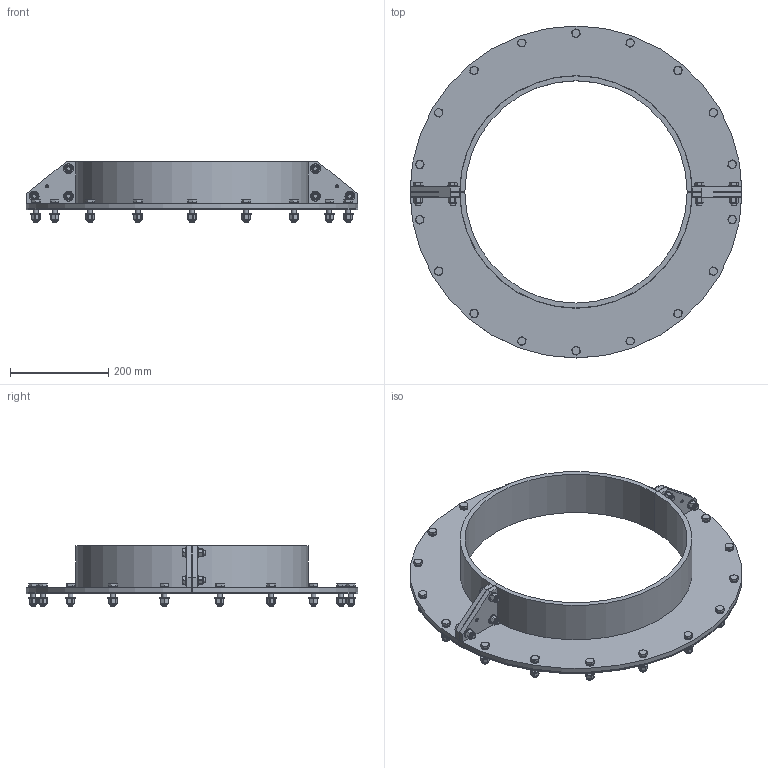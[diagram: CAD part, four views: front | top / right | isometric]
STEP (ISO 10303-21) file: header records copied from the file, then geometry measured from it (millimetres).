
FILE_DESCRIPTION((''),'2;1');
FILE_NAME('SLFORI450.stp','2018-02-02T10:33:02',(''),(''),'Autodesk Inventor 2013','Autodesk Inventor 2013','');
FILE_SCHEMA(('AUTOMOTIVE_DESIGN { 1 0 10303 214 1 1 1 1 }'));
Length unit declared in the file: millimetre
Products named in the file (14): SLFO RI; SLFO RI 450 HALF; SLEEVE-450; FLANGE-450; FRP_6x20; SLFO RI 100-644 EAR; Screw Kit M10X40 L20,4 mm; ISO 4017 M10 x 40; ISO 7089 10 - 140 HV; Locking nut M10; SLFO RI 225-644 GASKET SMALL; Mount KIT M10; TREDO M10; GASKET 450
Assembly tree (42 placements, depth 3):
  SLFO RI
    SLFO RI 450 HALF  x2
      SLEEVE-450
      FLANGE-450
      FRP_6x20
      SLFO RI 100-644 EAR
    Screw Kit M10X40 L20,4 mm  x6
      ISO 4017 M10 x 40
      ISO 7089 10 - 140 HV
      Locking nut M10
    SLFO RI 225-644 GASKET SMALL  x2
    Mount KIT M10  x18
      ISO 7089 10 - 140 HV
      TREDO M10
      ISO 4017 M10 x 40
      Locking nut M10
    GASKET 450
Bounding box: 675 x 675 x 123 mm (x, y, z)
Volume: 3744410.3 mm3; surface area: 1049576.8 mm2
Topology: 109 solids, 109 shells, 2298 faces, 5354 edges, 3430 vertices
Faces by surface type: cone 856, plane 704, cylinder 590, torus 148
Full cylindrical faces by diameter (mm): 6.7 x4, 8.376 x144, 10 x44, 10.108 x24, 10.5 x30, 10.7 x36, 12 x24, 12.3 x12, 12.5 x18, 14.084 x24, 14.63 x24, 16 x18, 20 x30, 615 x1, 675 x1
Entity records: 5246 total; most frequent: DIRECTION 886, CARTESIAN_POINT 852, ORIENTED_EDGE 608, AXIS2_PLACEMENT_3D 398, EDGE_LOOP 334, EDGE_CURVE 304, VERTEX_POINT 244, CIRCLE 174
